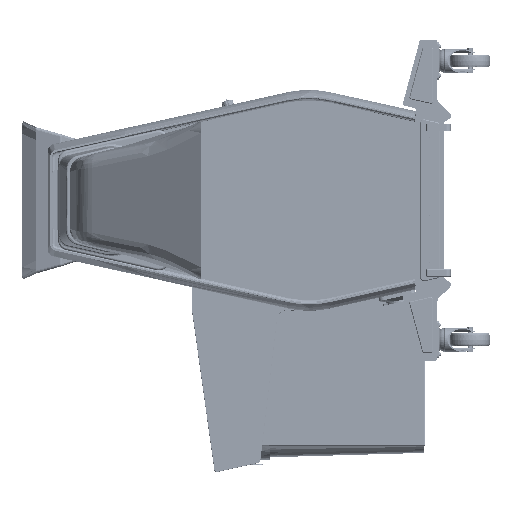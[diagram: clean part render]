
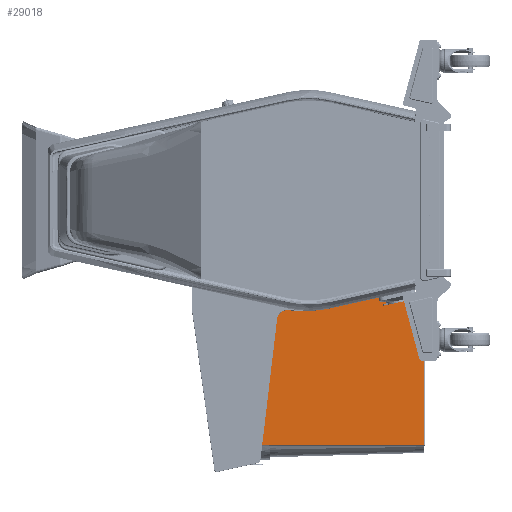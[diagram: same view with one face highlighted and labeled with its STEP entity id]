
A CAD part, left-side view. The second image highlights one B-rep face of the part: STEP entity #29018.
In plain terms, the highlighted planar face has unit normal (-1, 0, 0).
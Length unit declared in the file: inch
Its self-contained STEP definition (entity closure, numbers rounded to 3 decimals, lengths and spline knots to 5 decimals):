
#6784 = CARTESIAN_POINT ( 'NONE',  ( -2.0625, -27.59467, -28.21223 ) ) ;
#14625 = CARTESIAN_POINT ( 'NONE',  ( -2.0625, -27.59467, -9.76776 ) ) ;
#29018 = ADVANCED_FACE ( 'NONE', ( #289572 ), #203523, .F. ) ;
#35285 = DIRECTION ( 'NONE',  ( 0., 0., -1. ) ) ;
#54064 = VERTEX_POINT ( 'NONE', #193788 ) ;
#56798 = LINE ( 'NONE', #79503, #198422 ) ;
#58044 = EDGE_LOOP ( 'NONE', ( #320173, #83583, #164945, #348317 ) ) ;
#67945 = CARTESIAN_POINT ( 'NONE',  ( -2.0625, -16.18498, -9.76776 ) ) ;
#74205 = DIRECTION ( 'NONE',  ( 0., -1., 0. ) ) ;
#79503 = CARTESIAN_POINT ( 'NONE',  ( -2.0625, -31.13854, -28.21223 ) ) ;
#83583 = ORIENTED_EDGE ( 'NONE', *, *, #320559, .T. ) ;
#87718 = VECTOR ( 'NONE', #266918, 39.37008 ) ;
#107904 = DIRECTION ( 'NONE',  ( 0., 0., 1. ) ) ;
#133665 = EDGE_CURVE ( 'NONE', #54064, #201067, #56798, .T. ) ;
#155277 = CARTESIAN_POINT ( 'NONE',  ( -2.0625, -12.54698, -24.49511 ) ) ;
#157320 = LINE ( 'NONE', #14625, #299354 ) ;
#161609 = VERTEX_POINT ( 'NONE', #67945 ) ;
#162978 = LINE ( 'NONE', #155277, #87718 ) ;
#164945 = ORIENTED_EDGE ( 'NONE', *, *, #299120, .T. ) ;
#184092 = DIRECTION ( 'NONE',  ( 0., 1., 0. ) ) ;
#193788 = CARTESIAN_POINT ( 'NONE',  ( -2.0625, -31.13854, -24.37011 ) ) ;
#198422 = VECTOR ( 'NONE', #107904, 39.37008 ) ;
#201067 = VERTEX_POINT ( 'NONE', #365750 ) ;
#203523 = PLANE ( 'NONE',  #243445 ) ;
#203827 = VERTEX_POINT ( 'NONE', #345772 ) ;
#204786 = DIRECTION ( 'NONE',  ( 1., 0., 0. ) ) ;
#210990 = LINE ( 'NONE', #243926, #352856 ) ;
#243445 = AXIS2_PLACEMENT_3D ( 'NONE', #6784, #204786, #35285 ) ;
#243926 = CARTESIAN_POINT ( 'NONE',  ( -2.0625, -27.59467, -24.37011 ) ) ;
#266918 = DIRECTION ( 'NONE',  ( 0., 0.24, -0.971 ) ) ;
#274054 = EDGE_CURVE ( 'NONE', #203827, #54064, #210990, .T. ) ;
#289572 = FACE_OUTER_BOUND ( 'NONE', #58044, .T. ) ;
#299120 = EDGE_CURVE ( 'NONE', #161609, #203827, #162978, .T. ) ;
#299354 = VECTOR ( 'NONE', #184092, 39.37008 ) ;
#320173 = ORIENTED_EDGE ( 'NONE', *, *, #133665, .T. ) ;
#320559 = EDGE_CURVE ( 'NONE', #201067, #161609, #157320, .T. ) ;
#345772 = CARTESIAN_POINT ( 'NONE',  ( -2.0625, -12.57786, -24.37011 ) ) ;
#348317 = ORIENTED_EDGE ( 'NONE', *, *, #274054, .T. ) ;
#352856 = VECTOR ( 'NONE', #74205, 39.37008 ) ;
#365750 = CARTESIAN_POINT ( 'NONE',  ( -2.0625, -31.13854, -9.76776 ) ) ;
